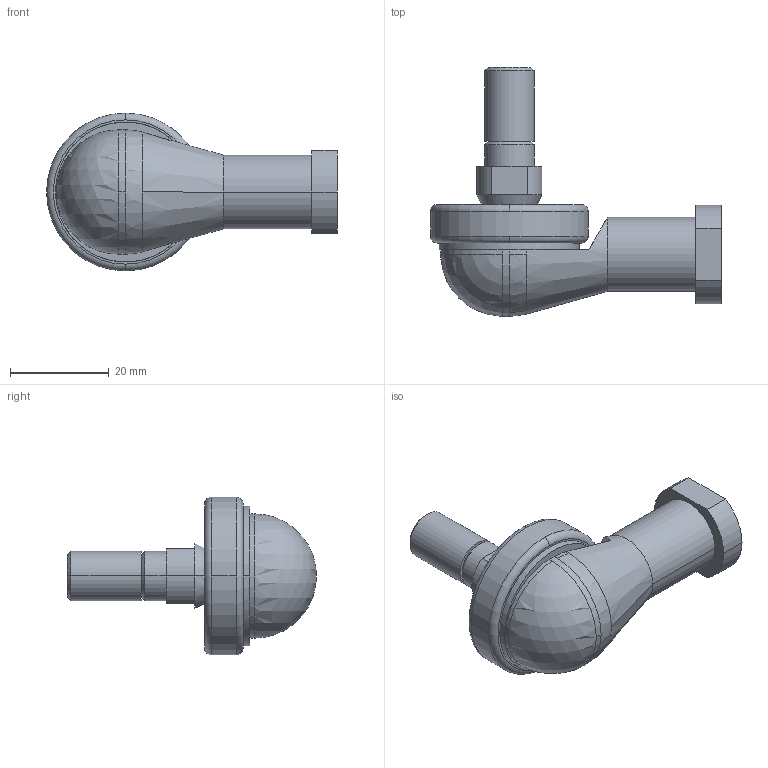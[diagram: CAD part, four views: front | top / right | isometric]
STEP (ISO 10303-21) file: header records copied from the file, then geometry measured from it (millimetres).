
FILE_DESCRIPTION(('STEP AP214'),'1');
FILE_NAME('embout_kf-23025.stp','2018-06-25T06:34:49',('TraceParts'),('TraceParts S.A.'),'Spatial InterOp 3D',' ',' ');
FILE_SCHEMA(('automotive_design'));
Length unit declared in the file: millimetre
Products named in the file (2): embout_kf-23025_1; embout_kf-23025_2
Bounding box: 59 x 50.5 x 32 mm (x, y, z)
Volume: 17661.9 mm3; surface area: 7891.2 mm2
Topology: 2 solids, 2 shells, 72 faces, 180 edges, 104 vertices
Faces by surface type: cylinder 24, cone 18, plane 17, sphere 9, torus 4
Entity records: 2091 total; most frequent: DIRECTION 413, CARTESIAN_POINT 350, ORIENTED_EDGE 328, AXIS2_PLACEMENT_3D 179, EDGE_CURVE 164, VERTEX_POINT 104, CIRCLE 103, EDGE_LOOP 80
